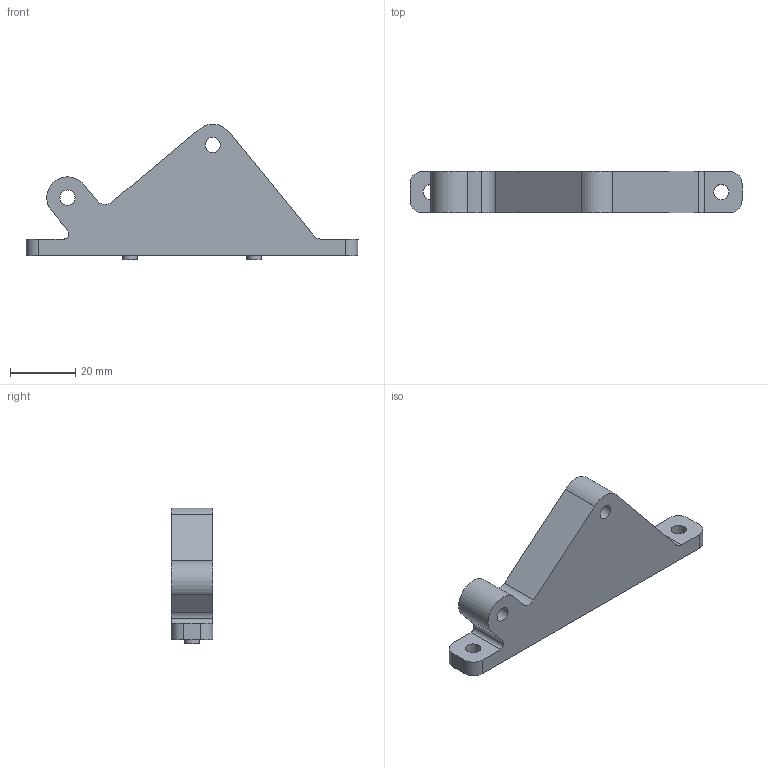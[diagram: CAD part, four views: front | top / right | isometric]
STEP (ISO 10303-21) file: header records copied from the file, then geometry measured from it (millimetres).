
FILE_DESCRIPTION(/* description */ (''),/* implementation_level */ '2;1');
FILE_NAME(/* name */ 'Outside_Intake_Mount_v8_pocket_MIR.step',/* time_stamp */ '2024-06-27T21:52:48-05:00',/* author */ (''),/* organization */ (''),/* preprocessor_version */ 'ST-DEVELOPER v20',/* originating_system */ 'Autodesk Translation Framework v13.14.0.145',/* authorisation */ '');
FILE_SCHEMA (('AUTOMOTIVE_DESIGN { 1 0 10303 214 3 1 1 }'));
Length unit declared in the file: metre
Products named in the file (1): Outside_Intake_Mount_v8_pocket_MIR
Bounding box: 101.6 x 12.7 x 41.5 mm (x, y, z)
Volume: 23418.9 mm3; surface area: 8925.3 mm2
Topology: 1 solids, 1 shells, 65 faces, 171 edges, 114 vertices
Faces by surface type: cylinder 34, plane 31
Full cylindrical faces by diameter (mm): 4.445 x2, 4.623 x3, 4.648 x1
Entity records: 2085 total; most frequent: DIRECTION 371, CARTESIAN_POINT 351, ORIENTED_EDGE 342, EDGE_CURVE 171, AXIS2_PLACEMENT_3D 134, VERTEX_POINT 114, LINE 103, VECTOR 103
